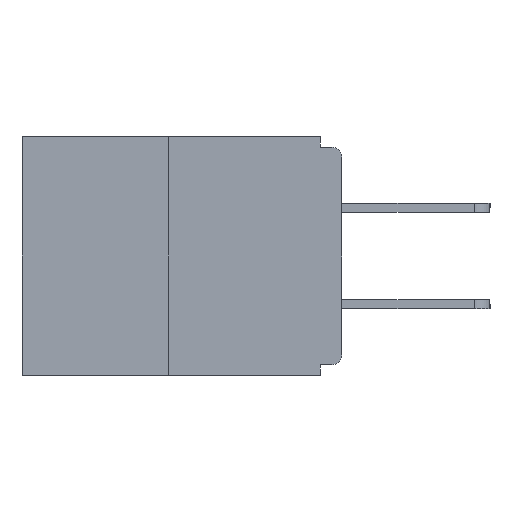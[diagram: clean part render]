
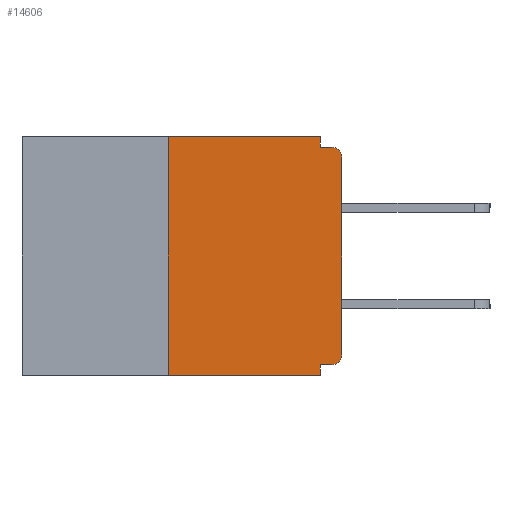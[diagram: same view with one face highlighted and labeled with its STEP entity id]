
A CAD part, left-side view. The second image highlights one B-rep face of the part: STEP entity #14606.
In plain terms, the highlighted planar face has unit normal (-1, 0, 0).
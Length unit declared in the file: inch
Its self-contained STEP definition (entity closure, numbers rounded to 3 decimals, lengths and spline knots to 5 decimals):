
#19 = VERTEX_POINT ( 'NONE', #9571 ) ;
#582 = LINE ( 'NONE', #13562, #17615 ) ;
#896 = EDGE_CURVE ( 'NONE', #19, #7925, #1826, .T. ) ;
#1289 = DIRECTION ( 'NONE',  ( 1., 0., 0. ) ) ;
#1590 = EDGE_CURVE ( 'NONE', #4866, #14014, #6619, .T. ) ;
#1826 = CIRCLE ( 'NONE', #3581, 0.015 ) ;
#2303 = ORIENTED_EDGE ( 'NONE', *, *, #18760, .T. ) ;
#2307 = ORIENTED_EDGE ( 'NONE', *, *, #17491, .F. ) ;
#2404 = DIRECTION ( 'NONE',  ( 0., -1., 0. ) ) ;
#2926 = LINE ( 'NONE', #16029, #3210 ) ;
#2933 = CARTESIAN_POINT ( 'NONE',  ( 0., 0.25, 0. ) ) ;
#3138 = EDGE_LOOP ( 'NONE', ( #2307, #8867, #10550, #12553, #13356, #20879, #2303, #12173, #5383, #4108 ) ) ;
#3210 = VECTOR ( 'NONE', #21815, 39.37008 ) ;
#3436 = CARTESIAN_POINT ( 'NONE',  ( 0., 0.46, 0. ) ) ;
#3581 = AXIS2_PLACEMENT_3D ( 'NONE', #16397, #19899, #9031 ) ;
#3753 = AXIS2_PLACEMENT_3D ( 'NONE', #23053, #4812, #10465 ) ;
#4108 = ORIENTED_EDGE ( 'NONE', *, *, #15931, .F. ) ;
#4561 = CARTESIAN_POINT ( 'NONE',  ( 0., 0., -0.015 ) ) ;
#4812 = DIRECTION ( 'NONE',  ( -1., 0., 0. ) ) ;
#4866 = VERTEX_POINT ( 'NONE', #22247 ) ;
#5383 = ORIENTED_EDGE ( 'NONE', *, *, #17312, .F. ) ;
#5504 = DIRECTION ( 'NONE',  ( 0., -1., 0. ) ) ;
#5569 = CARTESIAN_POINT ( 'NONE',  ( 0., 0.015, -0.015 ) ) ;
#5661 = CARTESIAN_POINT ( 'NONE',  ( 0., 0.25, -0.343 ) ) ;
#6157 = LINE ( 'NONE', #13337, #13822 ) ;
#6415 = LINE ( 'NONE', #3436, #21979 ) ;
#6619 = CIRCLE ( 'NONE', #3753, 0.015 ) ;
#6640 = VERTEX_POINT ( 'NONE', #19510 ) ;
#7133 = EDGE_CURVE ( 'NONE', #4866, #20089, #582, .T. ) ;
#7147 = FACE_OUTER_BOUND ( 'NONE', #3138, .T. ) ;
#7925 = VERTEX_POINT ( 'NONE', #5569 ) ;
#8591 = VECTOR ( 'NONE', #9998, 39.37008 ) ;
#8867 = ORIENTED_EDGE ( 'NONE', *, *, #21900, .F. ) ;
#9031 = DIRECTION ( 'NONE',  ( 0., 0., -1. ) ) ;
#9293 = VECTOR ( 'NONE', #15984, 39.37008 ) ;
#9571 = CARTESIAN_POINT ( 'NONE',  ( 0., 0., -0.03 ) ) ;
#9862 = LINE ( 'NONE', #14176, #9293 ) ;
#9985 = VERTEX_POINT ( 'NONE', #5661 ) ;
#9998 = DIRECTION ( 'NONE',  ( 0., 0., 1. ) ) ;
#10002 = EDGE_CURVE ( 'NONE', #9985, #6640, #6157, .T. ) ;
#10263 = PLANE ( 'NONE',  #22243 ) ;
#10343 = DIRECTION ( 'NONE',  ( 0., 0., -1. ) ) ;
#10465 = DIRECTION ( 'NONE',  ( 0., 0., -1. ) ) ;
#10486 = CARTESIAN_POINT ( 'NONE',  ( 0., 0.46, 0. ) ) ;
#10550 = ORIENTED_EDGE ( 'NONE', *, *, #10002, .T. ) ;
#11591 = LINE ( 'NONE', #13263, #22955 ) ;
#12173 = ORIENTED_EDGE ( 'NONE', *, *, #896, .T. ) ;
#12336 = VERTEX_POINT ( 'NONE', #15800 ) ;
#12553 = ORIENTED_EDGE ( 'NONE', *, *, #18416, .F. ) ;
#13251 = CARTESIAN_POINT ( 'NONE',  ( 0., 0.031, -0.328 ) ) ;
#13263 = CARTESIAN_POINT ( 'NONE',  ( 0., 0.031, 0. ) ) ;
#13337 = CARTESIAN_POINT ( 'NONE',  ( 0., 0.46, -0.343 ) ) ;
#13338 = DIRECTION ( 'NONE',  ( 0., 0., -1. ) ) ;
#13356 = ORIENTED_EDGE ( 'NONE', *, *, #7133, .F. ) ;
#13399 = DIRECTION ( 'NONE',  ( 0., 1., 0. ) ) ;
#13562 = CARTESIAN_POINT ( 'NONE',  ( 0., 0., -0.328 ) ) ;
#13780 = DIRECTION ( 'NONE',  ( 0., -1., 0. ) ) ;
#13822 = VECTOR ( 'NONE', #2404, 39.37008 ) ;
#13984 = VERTEX_POINT ( 'NONE', #17486 ) ;
#13991 = LINE ( 'NONE', #18781, #8591 ) ;
#14014 = VERTEX_POINT ( 'NONE', #17415 ) ;
#14176 = CARTESIAN_POINT ( 'NONE',  ( 0., 0.25, 0. ) ) ;
#14606 = ADVANCED_FACE ( 'NONE', ( #7147 ), #10263, .F. ) ;
#15078 = VERTEX_POINT ( 'NONE', #2933 ) ;
#15800 = CARTESIAN_POINT ( 'NONE',  ( 0., 0.031, 0. ) ) ;
#15931 = EDGE_CURVE ( 'NONE', #12336, #13984, #11591, .T. ) ;
#15984 = DIRECTION ( 'NONE',  ( 0., 0., 1. ) ) ;
#16029 = CARTESIAN_POINT ( 'NONE',  ( 0., 0.031, -0.343 ) ) ;
#16063 = LINE ( 'NONE', #4561, #20894 ) ;
#16397 = CARTESIAN_POINT ( 'NONE',  ( 0., 0.015, -0.03 ) ) ;
#17312 = EDGE_CURVE ( 'NONE', #13984, #7925, #16063, .T. ) ;
#17415 = CARTESIAN_POINT ( 'NONE',  ( 0., 0., -0.313 ) ) ;
#17486 = CARTESIAN_POINT ( 'NONE',  ( 0., 0.031, -0.015 ) ) ;
#17491 = EDGE_CURVE ( 'NONE', #15078, #12336, #6415, .T. ) ;
#17615 = VECTOR ( 'NONE', #13399, 39.37008 ) ;
#18416 = EDGE_CURVE ( 'NONE', #20089, #6640, #2926, .T. ) ;
#18760 = EDGE_CURVE ( 'NONE', #14014, #19, #13991, .T. ) ;
#18781 = CARTESIAN_POINT ( 'NONE',  ( 0., 0., 0. ) ) ;
#19510 = CARTESIAN_POINT ( 'NONE',  ( 0., 0.031, -0.343 ) ) ;
#19899 = DIRECTION ( 'NONE',  ( -1., 0., 0. ) ) ;
#20089 = VERTEX_POINT ( 'NONE', #13251 ) ;
#20879 = ORIENTED_EDGE ( 'NONE', *, *, #1590, .T. ) ;
#20894 = VECTOR ( 'NONE', #13780, 39.37008 ) ;
#21815 = DIRECTION ( 'NONE',  ( 0., 0., -1. ) ) ;
#21900 = EDGE_CURVE ( 'NONE', #9985, #15078, #9862, .T. ) ;
#21979 = VECTOR ( 'NONE', #5504, 39.37008 ) ;
#22243 = AXIS2_PLACEMENT_3D ( 'NONE', #10486, #1289, #10343 ) ;
#22247 = CARTESIAN_POINT ( 'NONE',  ( 0., 0.015, -0.328 ) ) ;
#22955 = VECTOR ( 'NONE', #13338, 39.37008 ) ;
#23053 = CARTESIAN_POINT ( 'NONE',  ( 0., 0.015, -0.313 ) ) ;
